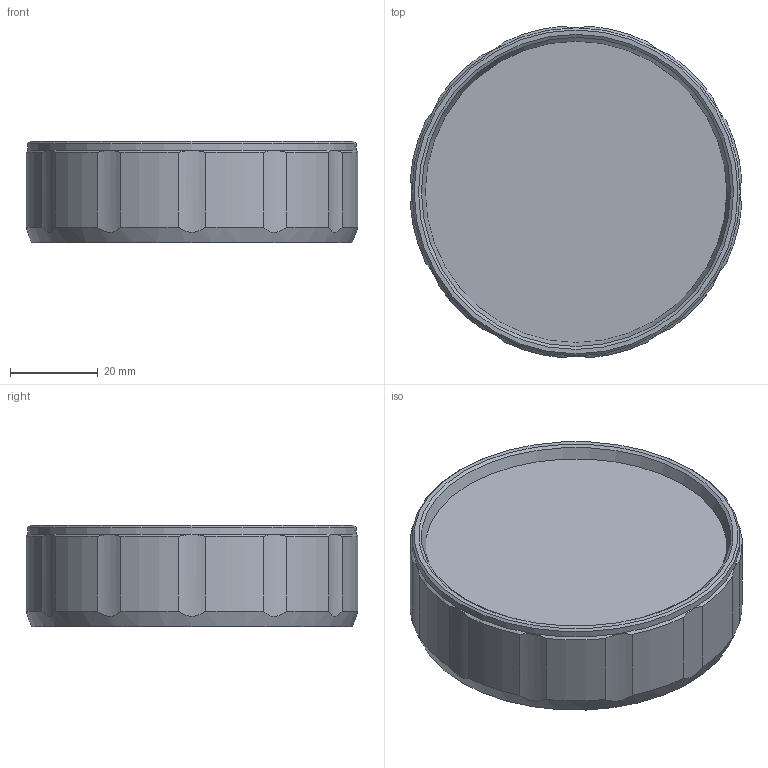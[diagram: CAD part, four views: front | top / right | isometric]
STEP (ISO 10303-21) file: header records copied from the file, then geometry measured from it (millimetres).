
FILE_DESCRIPTION(/* description */ (''),/* implementation_level */ '2;1');
FILE_NAME(/* name */ '电池仓尾盖.stp',/* time_stamp */ '2025-04-03T09:10:28+08:00',/* author */ (''),/* organization */ (''),/* preprocessor_version */ 'ST-DEVELOPER v16.7',/* originating_system */ 'SIEMENS PLM Software NX 12.0',/* authorisation */ '');
FILE_SCHEMA (('AUTOMOTIVE_DESIGN { 1 0 10303 214 3 1 1 1 }'));
Length unit declared in the file: millimetre
Products named in the file (1): 电池仓尾盖
Bounding box: 75.45 x 75.45 x 23 mm (x, y, z)
Volume: 21604.6 mm3; surface area: 19617.4 mm2
Topology: 1 solids, 1 shells, 49 faces, 126 edges, 83 vertices
Faces by surface type: cylinder 33, plane 8, cone 6, bspline 2
Full cylindrical faces by diameter (mm): 65 x1, 70.7 x5, 71 x1, 74.7 x1
Entity records: 2631 total; most frequent: CARTESIAN_POINT 1615, ORIENTED_EDGE 200, DIRECTION 197, EDGE_CURVE 100, AXIS2_PLACEMENT_3D 85, VERTEX_POINT 71, EDGE_LOOP 59, ADVANCED_FACE 45
